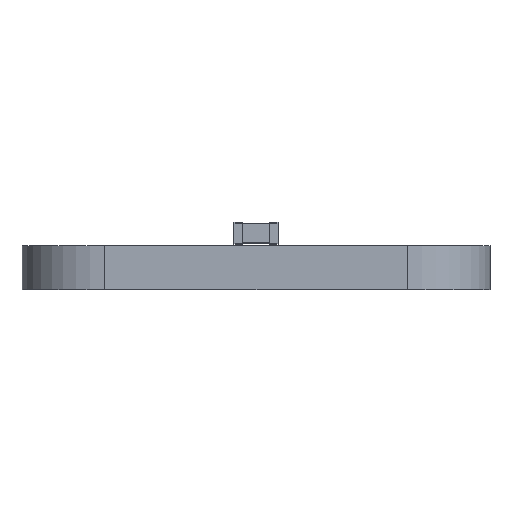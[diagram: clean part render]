
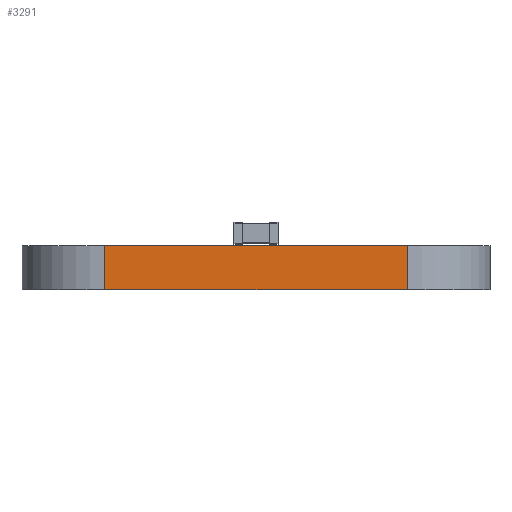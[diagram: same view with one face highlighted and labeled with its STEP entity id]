
A CAD part, left-side view. The second image highlights one B-rep face of the part: STEP entity #3291.
In plain terms, the highlighted planar face has unit normal (-1, 0, 0).
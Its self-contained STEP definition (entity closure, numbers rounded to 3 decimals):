
#2101 = CYLINDRICAL_SURFACE('',#2102,3.);
#2102 = AXIS2_PLACEMENT_3D('',#2103,#2104,#2105);
#2103 = CARTESIAN_POINT('',(124.206,-104.506,0.));
#2104 = DIRECTION('',(0.,0.,-1.));
#2105 = DIRECTION('',(1.,0.,0.));
#2129 = PLANE('',#2130);
#2130 = AXIS2_PLACEMENT_3D('',#2131,#2132,#2133);
#2131 = CARTESIAN_POINT('',(134.706,-99.006,1.6));
#2132 = DIRECTION('',(0.,0.,1.));
#2133 = DIRECTION('',(1.,0.,0.));
#2183 = PLANE('',#2184);
#2184 = AXIS2_PLACEMENT_3D('',#2185,#2186,#2187);
#2185 = CARTESIAN_POINT('',(134.706,-99.006,0.));
#2186 = DIRECTION('',(0.,0.,1.));
#2187 = DIRECTION('',(1.,0.,0.));
#2198 = EDGE_CURVE('',#2199,#2201,#2203,.T.);
#2199 = VERTEX_POINT('',#2200);
#2200 = CARTESIAN_POINT('',(121.206,-104.506,0.));
#2201 = VERTEX_POINT('',#2202);
#2202 = CARTESIAN_POINT('',(121.206,-104.506,1.6));
#2203 = SURFACE_CURVE('',#2204,(#2208,#2215),.PCURVE_S1.);
#2204 = LINE('',#2205,#2206);
#2205 = CARTESIAN_POINT('',(121.206,-104.506,0.));
#2206 = VECTOR('',#2207,1.);
#2207 = DIRECTION('',(0.,0.,1.));
#2208 = PCURVE('',#2101,#2209);
#2209 = DEFINITIONAL_REPRESENTATION('',(#2210),#2214);
#2210 = LINE('',#2211,#2212);
#2211 = CARTESIAN_POINT('',(-3.142,0.));
#2212 = VECTOR('',#2213,1.);
#2213 = DIRECTION('',(0.,-1.));
#2214 = ( GEOMETRIC_REPRESENTATION_CONTEXT(2) 
PARAMETRIC_REPRESENTATION_CONTEXT() REPRESENTATION_CONTEXT('2D SPACE',''
  ) );
#2215 = PCURVE('',#2216,#2221);
#2216 = PLANE('',#2217);
#2217 = AXIS2_PLACEMENT_3D('',#2218,#2219,#2220);
#2218 = CARTESIAN_POINT('',(121.206,-93.506,0.));
#2219 = DIRECTION('',(1.,0.,0.));
#2220 = DIRECTION('',(0.,-1.,0.));
#2221 = DEFINITIONAL_REPRESENTATION('',(#2222),#2226);
#2222 = LINE('',#2223,#2224);
#2223 = CARTESIAN_POINT('',(11.,0.));
#2224 = VECTOR('',#2225,1.);
#2225 = DIRECTION('',(0.,-1.));
#2226 = ( GEOMETRIC_REPRESENTATION_CONTEXT(2) 
PARAMETRIC_REPRESENTATION_CONTEXT() REPRESENTATION_CONTEXT('2D SPACE',''
  ) );
#2437 = VERTEX_POINT('',#2438);
#2438 = CARTESIAN_POINT('',(121.206,-93.506,0.));
#2453 = CYLINDRICAL_SURFACE('',#2454,3.);
#2454 = AXIS2_PLACEMENT_3D('',#2455,#2456,#2457);
#2455 = CARTESIAN_POINT('',(124.206,-93.506,0.));
#2456 = DIRECTION('',(0.,0.,-1.));
#2457 = DIRECTION('',(1.,0.,0.));
#2465 = EDGE_CURVE('',#2437,#2199,#2466,.T.);
#2466 = SURFACE_CURVE('',#2467,(#2471,#2478),.PCURVE_S1.);
#2467 = LINE('',#2468,#2469);
#2468 = CARTESIAN_POINT('',(121.206,-93.506,0.));
#2469 = VECTOR('',#2470,1.);
#2470 = DIRECTION('',(0.,-1.,0.));
#2471 = PCURVE('',#2183,#2472);
#2472 = DEFINITIONAL_REPRESENTATION('',(#2473),#2477);
#2473 = LINE('',#2474,#2475);
#2474 = CARTESIAN_POINT('',(-13.5,5.5));
#2475 = VECTOR('',#2476,1.);
#2476 = DIRECTION('',(0.,-1.));
#2477 = ( GEOMETRIC_REPRESENTATION_CONTEXT(2) 
PARAMETRIC_REPRESENTATION_CONTEXT() REPRESENTATION_CONTEXT('2D SPACE',''
  ) );
#2478 = PCURVE('',#2216,#2479);
#2479 = DEFINITIONAL_REPRESENTATION('',(#2480),#2484);
#2480 = LINE('',#2481,#2482);
#2481 = CARTESIAN_POINT('',(0.,0.));
#2482 = VECTOR('',#2483,1.);
#2483 = DIRECTION('',(1.,0.));
#2484 = ( GEOMETRIC_REPRESENTATION_CONTEXT(2) 
PARAMETRIC_REPRESENTATION_CONTEXT() REPRESENTATION_CONTEXT('2D SPACE',''
  ) );
#2935 = VERTEX_POINT('',#2936);
#2936 = CARTESIAN_POINT('',(121.206,-93.506,1.6));
#2958 = EDGE_CURVE('',#2935,#2201,#2959,.T.);
#2959 = SURFACE_CURVE('',#2960,(#2964,#2971),.PCURVE_S1.);
#2960 = LINE('',#2961,#2962);
#2961 = CARTESIAN_POINT('',(121.206,-93.506,1.6));
#2962 = VECTOR('',#2963,1.);
#2963 = DIRECTION('',(0.,-1.,0.));
#2964 = PCURVE('',#2129,#2965);
#2965 = DEFINITIONAL_REPRESENTATION('',(#2966),#2970);
#2966 = LINE('',#2967,#2968);
#2967 = CARTESIAN_POINT('',(-13.5,5.5));
#2968 = VECTOR('',#2969,1.);
#2969 = DIRECTION('',(0.,-1.));
#2970 = ( GEOMETRIC_REPRESENTATION_CONTEXT(2) 
PARAMETRIC_REPRESENTATION_CONTEXT() REPRESENTATION_CONTEXT('2D SPACE',''
  ) );
#2971 = PCURVE('',#2216,#2972);
#2972 = DEFINITIONAL_REPRESENTATION('',(#2973),#2977);
#2973 = LINE('',#2974,#2975);
#2974 = CARTESIAN_POINT('',(0.,-1.6));
#2975 = VECTOR('',#2976,1.);
#2976 = DIRECTION('',(1.,0.));
#2977 = ( GEOMETRIC_REPRESENTATION_CONTEXT(2) 
PARAMETRIC_REPRESENTATION_CONTEXT() REPRESENTATION_CONTEXT('2D SPACE',''
  ) );
#3291 = ADVANCED_FACE('',(#3292),#2216,.F.);
#3292 = FACE_BOUND('',#3293,.F.);
#3293 = EDGE_LOOP('',(#3294,#3315,#3316,#3317));
#3294 = ORIENTED_EDGE('',*,*,#3295,.T.);
#3295 = EDGE_CURVE('',#2437,#2935,#3296,.T.);
#3296 = SURFACE_CURVE('',#3297,(#3301,#3308),.PCURVE_S1.);
#3297 = LINE('',#3298,#3299);
#3298 = CARTESIAN_POINT('',(121.206,-93.506,0.));
#3299 = VECTOR('',#3300,1.);
#3300 = DIRECTION('',(0.,0.,1.));
#3301 = PCURVE('',#2216,#3302);
#3302 = DEFINITIONAL_REPRESENTATION('',(#3303),#3307);
#3303 = LINE('',#3304,#3305);
#3304 = CARTESIAN_POINT('',(0.,0.));
#3305 = VECTOR('',#3306,1.);
#3306 = DIRECTION('',(0.,-1.));
#3307 = ( GEOMETRIC_REPRESENTATION_CONTEXT(2) 
PARAMETRIC_REPRESENTATION_CONTEXT() REPRESENTATION_CONTEXT('2D SPACE',''
  ) );
#3308 = PCURVE('',#2453,#3309);
#3309 = DEFINITIONAL_REPRESENTATION('',(#3310),#3314);
#3310 = LINE('',#3311,#3312);
#3311 = CARTESIAN_POINT('',(-3.142,0.));
#3312 = VECTOR('',#3313,1.);
#3313 = DIRECTION('',(0.,-1.));
#3314 = ( GEOMETRIC_REPRESENTATION_CONTEXT(2) 
PARAMETRIC_REPRESENTATION_CONTEXT() REPRESENTATION_CONTEXT('2D SPACE',''
  ) );
#3315 = ORIENTED_EDGE('',*,*,#2958,.T.);
#3316 = ORIENTED_EDGE('',*,*,#2198,.F.);
#3317 = ORIENTED_EDGE('',*,*,#2465,.F.);
